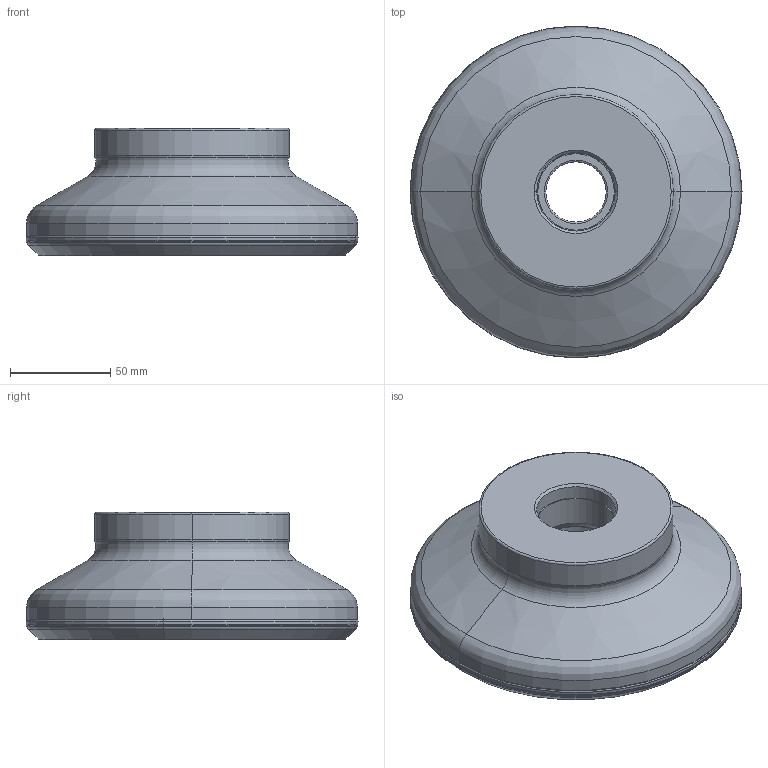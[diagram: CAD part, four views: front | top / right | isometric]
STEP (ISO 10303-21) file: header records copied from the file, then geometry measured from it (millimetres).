
FILE_DESCRIPTION(/* description */ (''),/* implementation_level */ '2;1');
FILE_NAME(/* name */ 'WSX445UR0610EA_IR0_047.stp',/* time_stamp */ '2023-03-06T13:44:47+09:00',/* author */ (''),/* organization */ (''),/* preprocessor_version */ 'ST-DEVELOPER v16',/* originating_system */ 'SIEMENS PLM Software NX 10.0',/* authorisation */ '');
FILE_SCHEMA (('AUTOMOTIVE_DESIGN { 1 0 10303 214 3 1 1 1 }'));
Length unit declared in the file: millimetre
Products named in the file (1): WSX445UR0610EA_IR0_047_ASM_2_ASM
Bounding box: 165.25 x 165.25 x 63.5 mm (x, y, z)
Volume: 734097.6 mm3; surface area: 88621.1 mm2
Topology: 2 solids, 2 shells, 131 faces, 307 edges, 219 vertices
Faces by surface type: revolution 50, torus 38, cone 18, cylinder 16, plane 7, bspline 2
Entity records: 7086 total; most frequent: CARTESIAN_POINT 4011, DIRECTION 631, ORIENTED_EDGE 544, EDGE_CURVE 272, AXIS2_PLACEMENT_3D 272, CIRCLE 185, VERTEX_POINT 148, EDGE_LOOP 138
